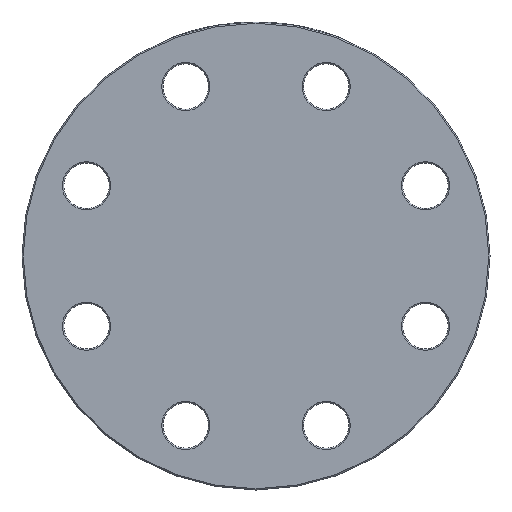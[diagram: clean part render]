
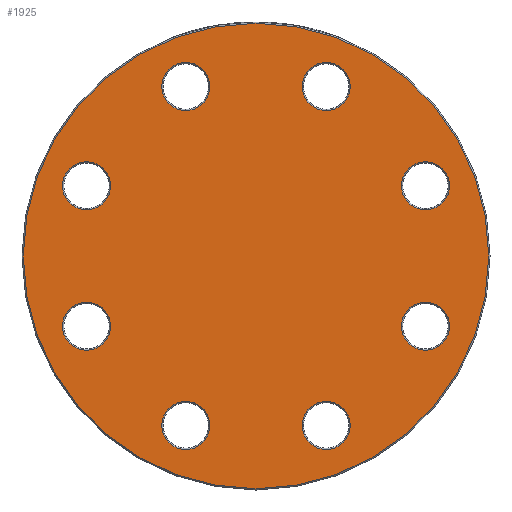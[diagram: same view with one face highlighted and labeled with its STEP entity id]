
A CAD part, left-side view. The second image highlights one B-rep face of the part: STEP entity #1925.
In plain terms, the highlighted planar face has unit normal (-1, 0, 0).
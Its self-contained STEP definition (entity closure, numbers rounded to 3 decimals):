
#137 = CARTESIAN_POINT ( 'NONE',  ( 0., 66.981, -37.245 ) ) ;
#232 = DIRECTION ( 'NONE',  ( 0., 0., -1. ) ) ;
#252 = VERTEX_POINT ( 'NONE', #3547 ) ;
#311 = EDGE_CURVE ( 'NONE', #1519, #1519, #4128, .T. ) ;
#447 = EDGE_LOOP ( 'NONE', ( #1417 ) ) ;
#545 = EDGE_LOOP ( 'NONE', ( #2531 ) ) ;
#673 = DIRECTION ( 'NONE',  ( 0., 0., -1. ) ) ;
#838 = AXIS2_PLACEMENT_3D ( 'NONE', #873, #2864, #4689 ) ;
#873 = CARTESIAN_POINT ( 'NONE',  ( 0., -66.981, -27.745 ) ) ;
#922 = EDGE_CURVE ( 'NONE', #3381, #3381, #4612, .T. ) ;
#1019 = AXIS2_PLACEMENT_3D ( 'NONE', #4380, #4408, #232 ) ;
#1040 = AXIS2_PLACEMENT_3D ( 'NONE', #3274, #2825, #3744 ) ;
#1260 = VERTEX_POINT ( 'NONE', #2716 ) ;
#1352 = DIRECTION ( 'NONE',  ( 0., 0., -1. ) ) ;
#1364 = DIRECTION ( 'NONE',  ( 0., 0., -1. ) ) ;
#1394 = AXIS2_PLACEMENT_3D ( 'NONE', #3661, #5521, #5007 ) ;
#1417 = ORIENTED_EDGE ( 'NONE', *, *, #5606, .T. ) ;
#1443 = EDGE_CURVE ( 'NONE', #4371, #4371, #3356, .T. ) ;
#1505 = CIRCLE ( 'NONE', #4510, 9.5 ) ;
#1506 = ORIENTED_EDGE ( 'NONE', *, *, #1443, .T. ) ;
#1507 = AXIS2_PLACEMENT_3D ( 'NONE', #3616, #5442, #2695 ) ;
#1519 = VERTEX_POINT ( 'NONE', #1606 ) ;
#1606 = CARTESIAN_POINT ( 'NONE',  ( 0., -27.745, -76.481 ) ) ;
#1664 = EDGE_CURVE ( 'NONE', #3457, #3457, #1505, .T. ) ;
#1742 = EDGE_CURVE ( 'NONE', #4284, #4284, #5573, .T. ) ;
#1784 = ORIENTED_EDGE ( 'NONE', *, *, #922, .T. ) ;
#1830 = DIRECTION ( 'NONE',  ( 1., 0., 0. ) ) ;
#1832 = ORIENTED_EDGE ( 'NONE', *, *, #4520, .T. ) ;
#1925 = ADVANCED_FACE ( 'NONE', ( #4884, #2565, #5772, #3117, #3029, #2509, #3556, #3891, #4920 ), #3521, .F. ) ;
#2006 = DIRECTION ( 'NONE',  ( 0., 0., -1. ) ) ;
#2069 = CARTESIAN_POINT ( 'NONE',  ( 0., 66.981, 18.245 ) ) ;
#2128 = CARTESIAN_POINT ( 'NONE',  ( 0., 0., -92. ) ) ;
#2214 = CIRCLE ( 'NONE', #4243, 92. ) ;
#2323 = DIRECTION ( 'NONE',  ( 1., 0., 0. ) ) ;
#2452 = CARTESIAN_POINT ( 'NONE',  ( 0., 27.745, 66.981 ) ) ;
#2509 = FACE_BOUND ( 'NONE', #4309, .T. ) ;
#2531 = ORIENTED_EDGE ( 'NONE', *, *, #1742, .T. ) ;
#2565 = FACE_BOUND ( 'NONE', #3378, .T. ) ;
#2589 = VERTEX_POINT ( 'NONE', #4429 ) ;
#2600 = ORIENTED_EDGE ( 'NONE', *, *, #1664, .T. ) ;
#2695 = DIRECTION ( 'NONE',  ( 0., 0., -1. ) ) ;
#2716 = CARTESIAN_POINT ( 'NONE',  ( 0., -66.981, 18.245 ) ) ;
#2792 = AXIS2_PLACEMENT_3D ( 'NONE', #2452, #3413, #3923 ) ;
#2825 = DIRECTION ( 'NONE',  ( 1., 0., 0. ) ) ;
#2864 = DIRECTION ( 'NONE',  ( 1., 0., 0. ) ) ;
#3029 = FACE_BOUND ( 'NONE', #4963, .T. ) ;
#3117 = FACE_BOUND ( 'NONE', #545, .T. ) ;
#3140 = VERTEX_POINT ( 'NONE', #2128 ) ;
#3274 = CARTESIAN_POINT ( 'NONE',  ( 0., -66.981, 27.745 ) ) ;
#3356 = CIRCLE ( 'NONE', #4220, 9.5 ) ;
#3369 = CIRCLE ( 'NONE', #5393, 9.5 ) ;
#3378 = EDGE_LOOP ( 'NONE', ( #1506 ) ) ;
#3381 = VERTEX_POINT ( 'NONE', #5196 ) ;
#3385 = EDGE_LOOP ( 'NONE', ( #4775 ) ) ;
#3413 = DIRECTION ( 'NONE',  ( 1., 0., 0. ) ) ;
#3426 = CARTESIAN_POINT ( 'NONE',  ( 0., -27.745, 57.481 ) ) ;
#3457 = VERTEX_POINT ( 'NONE', #137 ) ;
#3521 = PLANE ( 'NONE',  #1019 ) ;
#3547 = CARTESIAN_POINT ( 'NONE',  ( 0., -66.981, -37.245 ) ) ;
#3556 = FACE_BOUND ( 'NONE', #3778, .T. ) ;
#3616 = CARTESIAN_POINT ( 'NONE',  ( 0., -27.745, -66.981 ) ) ;
#3661 = CARTESIAN_POINT ( 'NONE',  ( 0., -27.745, 66.981 ) ) ;
#3744 = DIRECTION ( 'NONE',  ( 0., 0., -1. ) ) ;
#3778 = EDGE_LOOP ( 'NONE', ( #4942 ) ) ;
#3891 = FACE_BOUND ( 'NONE', #3385, .T. ) ;
#3923 = DIRECTION ( 'NONE',  ( 0., 0., -1. ) ) ;
#4082 = CARTESIAN_POINT ( 'NONE',  ( 0., 66.981, 27.745 ) ) ;
#4128 = CIRCLE ( 'NONE', #1507, 9.5 ) ;
#4220 = AXIS2_PLACEMENT_3D ( 'NONE', #4082, #2323, #1364 ) ;
#4243 = AXIS2_PLACEMENT_3D ( 'NONE', #4804, #4833, #673 ) ;
#4284 = VERTEX_POINT ( 'NONE', #3426 ) ;
#4300 = CARTESIAN_POINT ( 'NONE',  ( 0., 27.745, -66.981 ) ) ;
#4309 = EDGE_LOOP ( 'NONE', ( #1832 ) ) ;
#4371 = VERTEX_POINT ( 'NONE', #2069 ) ;
#4380 = CARTESIAN_POINT ( 'NONE',  ( 0., 0., 0. ) ) ;
#4408 = DIRECTION ( 'NONE',  ( 1., 0., 0. ) ) ;
#4429 = CARTESIAN_POINT ( 'NONE',  ( 0., 27.745, -76.481 ) ) ;
#4510 = AXIS2_PLACEMENT_3D ( 'NONE', #5984, #1830, #1352 ) ;
#4520 = EDGE_CURVE ( 'NONE', #252, #252, #5096, .T. ) ;
#4543 = EDGE_LOOP ( 'NONE', ( #2600 ) ) ;
#4553 = EDGE_CURVE ( 'NONE', #2589, #2589, #3369, .T. ) ;
#4612 = CIRCLE ( 'NONE', #2792, 9.5 ) ;
#4689 = DIRECTION ( 'NONE',  ( 0., 0., -1. ) ) ;
#4775 = ORIENTED_EDGE ( 'NONE', *, *, #4553, .T. ) ;
#4804 = CARTESIAN_POINT ( 'NONE',  ( 0., 0., 0. ) ) ;
#4833 = DIRECTION ( 'NONE',  ( -1., 0., 0. ) ) ;
#4884 = FACE_OUTER_BOUND ( 'NONE', #447, .T. ) ;
#4920 = FACE_BOUND ( 'NONE', #4543, .T. ) ;
#4942 = ORIENTED_EDGE ( 'NONE', *, *, #311, .T. ) ;
#4963 = EDGE_LOOP ( 'NONE', ( #5453 ) ) ;
#5007 = DIRECTION ( 'NONE',  ( 0., 0., -1. ) ) ;
#5011 = CIRCLE ( 'NONE', #1040, 9.5 ) ;
#5096 = CIRCLE ( 'NONE', #838, 9.5 ) ;
#5119 = DIRECTION ( 'NONE',  ( 1., 0., 0. ) ) ;
#5196 = CARTESIAN_POINT ( 'NONE',  ( 0., 27.745, 57.481 ) ) ;
#5393 = AXIS2_PLACEMENT_3D ( 'NONE', #4300, #5119, #2006 ) ;
#5442 = DIRECTION ( 'NONE',  ( 1., 0., 0. ) ) ;
#5453 = ORIENTED_EDGE ( 'NONE', *, *, #5523, .T. ) ;
#5521 = DIRECTION ( 'NONE',  ( 1., 0., 0. ) ) ;
#5523 = EDGE_CURVE ( 'NONE', #1260, #1260, #5011, .T. ) ;
#5573 = CIRCLE ( 'NONE', #1394, 9.5 ) ;
#5606 = EDGE_CURVE ( 'NONE', #3140, #3140, #2214, .T. ) ;
#5614 = EDGE_LOOP ( 'NONE', ( #1784 ) ) ;
#5772 = FACE_BOUND ( 'NONE', #5614, .T. ) ;
#5984 = CARTESIAN_POINT ( 'NONE',  ( 0., 66.981, -27.745 ) ) ;
